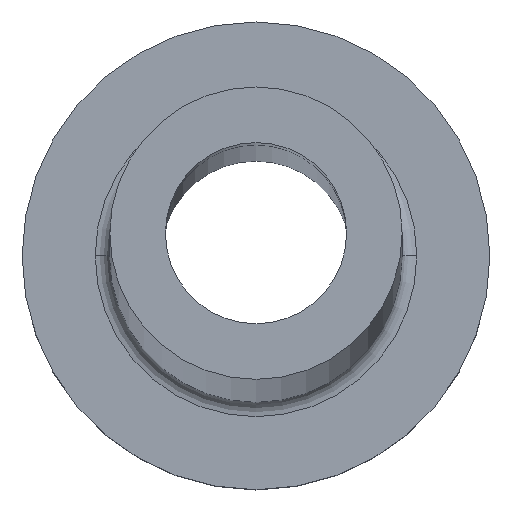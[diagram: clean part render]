
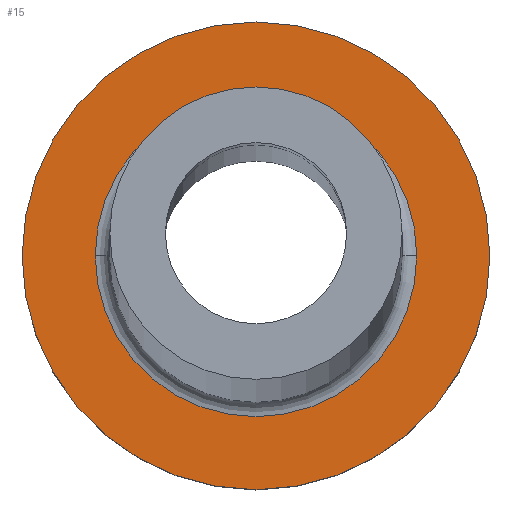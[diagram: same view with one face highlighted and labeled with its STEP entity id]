
A CAD part, top view. The second image highlights one B-rep face of the part: STEP entity #15.
In plain terms, the highlighted planar face has unit normal (0, 0, 1).
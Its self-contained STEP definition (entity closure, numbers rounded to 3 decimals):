
#8 = CARTESIAN_POINT ( 'NONE',  ( -8., 0., 5. ) ) ;
#13 = AXIS2_PLACEMENT_3D ( 'NONE', #299, #455, #259 ) ;
#15 = ADVANCED_FACE ( 'NONE', ( #110, #271 ), #434, .T. ) ;
#24 = DIRECTION ( 'NONE',  ( 1., 0., 0. ) ) ;
#45 = ORIENTED_EDGE ( 'NONE', *, *, #367, .T. ) ;
#49 = AXIS2_PLACEMENT_3D ( 'NONE', #113, #318, #313 ) ;
#60 = EDGE_CURVE ( 'NONE', #111, #332, #84, .T. ) ;
#72 = VERTEX_POINT ( 'NONE', #385 ) ;
#75 = CIRCLE ( 'NONE', #49, 5.5 ) ;
#84 = CIRCLE ( 'NONE', #137, 8. ) ;
#103 = CARTESIAN_POINT ( 'NONE',  ( 0., 0., 5. ) ) ;
#107 = CARTESIAN_POINT ( 'NONE',  ( 0., 0., 5. ) ) ;
#110 = FACE_BOUND ( 'NONE', #334, .T. ) ;
#111 = VERTEX_POINT ( 'NONE', #8 ) ;
#113 = CARTESIAN_POINT ( 'NONE',  ( 0., 0., 5. ) ) ;
#126 = VERTEX_POINT ( 'NONE', #269 ) ;
#137 = AXIS2_PLACEMENT_3D ( 'NONE', #107, #207, #146 ) ;
#141 = DIRECTION ( 'NONE',  ( 0., 0., 1. ) ) ;
#146 = DIRECTION ( 'NONE',  ( 1., 0., 0. ) ) ;
#150 = AXIS2_PLACEMENT_3D ( 'NONE', #408, #406, #24 ) ;
#159 = EDGE_CURVE ( 'NONE', #126, #72, #223, .T. ) ;
#207 = DIRECTION ( 'NONE',  ( 0., 0., 1. ) ) ;
#208 = DIRECTION ( 'NONE',  ( 1., 0., 0. ) ) ;
#223 = CIRCLE ( 'NONE', #150, 5.5 ) ;
#233 = CARTESIAN_POINT ( 'NONE',  ( 8., 0., 5. ) ) ;
#258 = EDGE_CURVE ( 'NONE', #72, #126, #75, .T. ) ;
#259 = DIRECTION ( 'NONE',  ( 1., 0., 0. ) ) ;
#269 = CARTESIAN_POINT ( 'NONE',  ( 5.5, 0., 5. ) ) ;
#271 = FACE_OUTER_BOUND ( 'NONE', #290, .T. ) ;
#286 = ORIENTED_EDGE ( 'NONE', *, *, #159, .T. ) ;
#290 = EDGE_LOOP ( 'NONE', ( #400, #45 ) ) ;
#299 = CARTESIAN_POINT ( 'NONE',  ( 0., 0., 5. ) ) ;
#313 = DIRECTION ( 'NONE',  ( 1., 0., 0. ) ) ;
#318 = DIRECTION ( 'NONE',  ( 0., 0., -1. ) ) ;
#330 = CIRCLE ( 'NONE', #13, 8. ) ;
#332 = VERTEX_POINT ( 'NONE', #233 ) ;
#334 = EDGE_LOOP ( 'NONE', ( #286, #362 ) ) ;
#362 = ORIENTED_EDGE ( 'NONE', *, *, #258, .T. ) ;
#367 = EDGE_CURVE ( 'NONE', #332, #111, #330, .T. ) ;
#385 = CARTESIAN_POINT ( 'NONE',  ( -5.5, 0., 5. ) ) ;
#400 = ORIENTED_EDGE ( 'NONE', *, *, #60, .T. ) ;
#406 = DIRECTION ( 'NONE',  ( 0., 0., -1. ) ) ;
#408 = CARTESIAN_POINT ( 'NONE',  ( 0., 0., 5. ) ) ;
#434 = PLANE ( 'NONE',  #452 ) ;
#452 = AXIS2_PLACEMENT_3D ( 'NONE', #103, #141, #208 ) ;
#455 = DIRECTION ( 'NONE',  ( 0., 0., 1. ) ) ;
